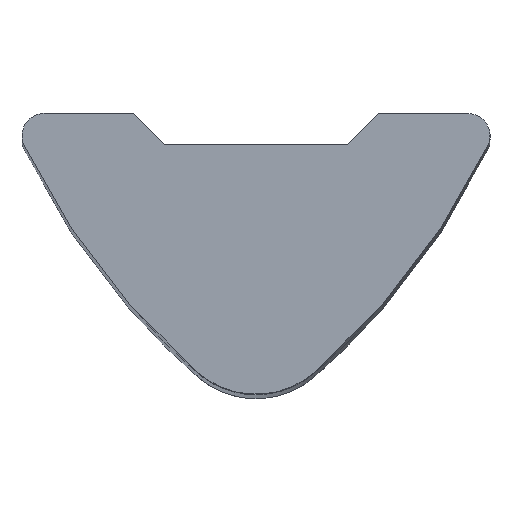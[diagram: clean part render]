
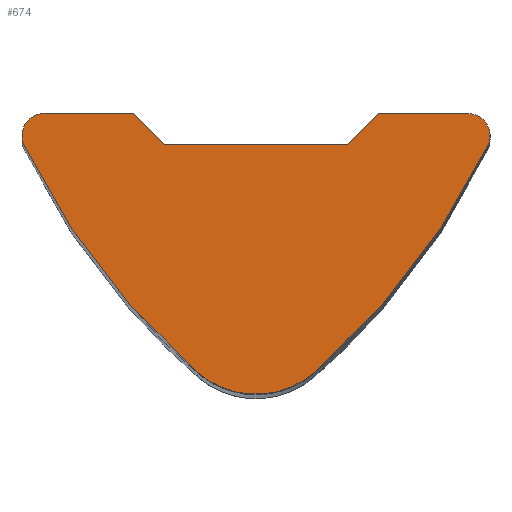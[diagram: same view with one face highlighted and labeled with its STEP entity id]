
A CAD part, top view. The second image highlights one B-rep face of the part: STEP entity #674.
In plain terms, the highlighted planar face has unit normal (0, 0, 1).
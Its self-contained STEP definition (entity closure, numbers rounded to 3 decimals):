
#3 = ORIENTED_EDGE ( 'NONE', *, *, #660, .T. ) ;
#4 = DIRECTION ( 'NONE',  ( -1., 0., 0. ) ) ;
#13 = VERTEX_POINT ( 'NONE', #168 ) ;
#25 = CARTESIAN_POINT ( 'NONE',  ( -2.75, 0., 29. ) ) ;
#27 = AXIS2_PLACEMENT_3D ( 'NONE', #636, #185, #327 ) ;
#47 = DIRECTION ( 'NONE',  ( 0., 0., -1. ) ) ;
#62 = VECTOR ( 'NONE', #275, 1000. ) ;
#64 = AXIS2_PLACEMENT_3D ( 'NONE', #475, #47, #197 ) ;
#78 = CARTESIAN_POINT ( 'NONE',  ( 4.75, -0.5, 29. ) ) ;
#104 = DIRECTION ( 'NONE',  ( -1., 0., 0. ) ) ;
#105 = CARTESIAN_POINT ( 'NONE',  ( -5.2, -0.718, 29. ) ) ;
#111 = EDGE_CURVE ( 'NONE', #13, #296, #634, .T. ) ;
#114 = CARTESIAN_POINT ( 'NONE',  ( -2.05, -0.7, 29. ) ) ;
#122 = CARTESIAN_POINT ( 'NONE',  ( 9.203, 6.25, 29. ) ) ;
#129 = CIRCLE ( 'NONE', #447, 16. ) ;
#137 = CARTESIAN_POINT ( 'NONE',  ( -4.75, 0., 29. ) ) ;
#146 = LINE ( 'NONE', #263, #156 ) ;
#149 = DIRECTION ( 'NONE',  ( 0., 0., 1. ) ) ;
#156 = VECTOR ( 'NONE', #337, 1000. ) ;
#164 = VERTEX_POINT ( 'NONE', #254 ) ;
#168 = CARTESIAN_POINT ( 'NONE',  ( -1.315, -5.807, 29. ) ) ;
#176 = VECTOR ( 'NONE', #786, 1000. ) ;
#182 = EDGE_CURVE ( 'NONE', #164, #296, #129, .T. ) ;
#185 = DIRECTION ( 'NONE',  ( 0., 0., -1. ) ) ;
#197 = DIRECTION ( 'NONE',  ( -1., 0., 0. ) ) ;
#201 = DIRECTION ( 'NONE',  ( -1., 0., 0. ) ) ;
#202 = DIRECTION ( 'NONE',  ( -1., 0., 0. ) ) ;
#204 = CIRCLE ( 'NONE', #848, 16. ) ;
#234 = AXIS2_PLACEMENT_3D ( 'NONE', #625, #622, #545 ) ;
#247 = EDGE_CURVE ( 'NONE', #429, #13, #204, .T. ) ;
#254 = CARTESIAN_POINT ( 'NONE',  ( 5.2, -0.718, 29. ) ) ;
#260 = ORIENTED_EDGE ( 'NONE', *, *, #675, .F. ) ;
#263 = CARTESIAN_POINT ( 'NONE',  ( 2.75, 0., 29. ) ) ;
#267 = EDGE_CURVE ( 'NONE', #416, #939, #452, .T. ) ;
#275 = DIRECTION ( 'NONE',  ( -1., 0., 0. ) ) ;
#283 = VERTEX_POINT ( 'NONE', #490 ) ;
#296 = VERTEX_POINT ( 'NONE', #650 ) ;
#317 = CARTESIAN_POINT ( 'NONE',  ( 2.05, -0.7, 29. ) ) ;
#319 = VECTOR ( 'NONE', #201, 1000. ) ;
#327 = DIRECTION ( 'NONE',  ( -1., 0., 0. ) ) ;
#332 = CIRCLE ( 'NONE', #64, 0.5 ) ;
#337 = DIRECTION ( 'NONE',  ( -0.707, -0.707, 0. ) ) ;
#354 = CARTESIAN_POINT ( 'NONE',  ( -9.203, 6.25, 29. ) ) ;
#358 = CIRCLE ( 'NONE', #27, 0.5 ) ;
#362 = ORIENTED_EDGE ( 'NONE', *, *, #907, .T. ) ;
#365 = AXIS2_PLACEMENT_3D ( 'NONE', #78, #149, #4 ) ;
#374 = CARTESIAN_POINT ( 'NONE',  ( -2.75, 0., 29. ) ) ;
#410 = LINE ( 'NONE', #478, #62 ) ;
#416 = VERTEX_POINT ( 'NONE', #374 ) ;
#429 = VERTEX_POINT ( 'NONE', #105 ) ;
#447 = AXIS2_PLACEMENT_3D ( 'NONE', #354, #791, #202 ) ;
#452 = LINE ( 'NONE', #137, #176 ) ;
#463 = DIRECTION ( 'NONE',  ( 0., 0., 1. ) ) ;
#464 = VERTEX_POINT ( 'NONE', #792 ) ;
#475 = CARTESIAN_POINT ( 'NONE',  ( -4.75, -0.5, 29. ) ) ;
#478 = CARTESIAN_POINT ( 'NONE',  ( -4.75, 0., 29. ) ) ;
#479 = DIRECTION ( 'NONE',  ( 0., 0., 1. ) ) ;
#482 = CIRCLE ( 'NONE', #365, 0.5 ) ;
#490 = CARTESIAN_POINT ( 'NONE',  ( -5.25, -0.5, 29. ) ) ;
#495 = AXIS2_PLACEMENT_3D ( 'NONE', #774, #463, #104 ) ;
#513 = LINE ( 'NONE', #628, #319 ) ;
#533 = DIRECTION ( 'NONE',  ( -0.707, 0.707, 0. ) ) ;
#537 = ORIENTED_EDGE ( 'NONE', *, *, #182, .F. ) ;
#545 = DIRECTION ( 'NONE',  ( 1., 0., 0. ) ) ;
#563 = LINE ( 'NONE', #25, #685 ) ;
#595 = ORIENTED_EDGE ( 'NONE', *, *, #924, .T. ) ;
#622 = DIRECTION ( 'NONE',  ( 0., 0., 1. ) ) ;
#625 = CARTESIAN_POINT ( 'NONE',  ( -4.75, -0.5, 29. ) ) ;
#628 = CARTESIAN_POINT ( 'NONE',  ( -4.75, -0.7, 29. ) ) ;
#634 = CIRCLE ( 'NONE', #495, 2. ) ;
#636 = CARTESIAN_POINT ( 'NONE',  ( -4.75, -0.5, 29. ) ) ;
#650 = CARTESIAN_POINT ( 'NONE',  ( 1.315, -5.807, 29. ) ) ;
#655 = ORIENTED_EDGE ( 'NONE', *, *, #111, .T. ) ;
#660 = EDGE_CURVE ( 'NONE', #775, #416, #563, .T. ) ;
#661 = EDGE_LOOP ( 'NONE', ( #895, #3, #752, #260, #750, #920, #655, #537, #595, #362, #670 ) ) ;
#669 = VERTEX_POINT ( 'NONE', #317 ) ;
#670 = ORIENTED_EDGE ( 'NONE', *, *, #706, .T. ) ;
#672 = EDGE_CURVE ( 'NONE', #429, #283, #332, .T. ) ;
#674 = ADVANCED_FACE ( 'NONE', ( #737 ), #854, .T. ) ;
#675 = EDGE_CURVE ( 'NONE', #283, #939, #358, .T. ) ;
#685 = VECTOR ( 'NONE', #533, 1000. ) ;
#702 = VERTEX_POINT ( 'NONE', #845 ) ;
#706 = EDGE_CURVE ( 'NONE', #702, #669, #146, .T. ) ;
#709 = DIRECTION ( 'NONE',  ( -1., 0., 0. ) ) ;
#713 = EDGE_CURVE ( 'NONE', #669, #775, #513, .T. ) ;
#737 = FACE_OUTER_BOUND ( 'NONE', #661, .T. ) ;
#750 = ORIENTED_EDGE ( 'NONE', *, *, #672, .F. ) ;
#752 = ORIENTED_EDGE ( 'NONE', *, *, #267, .T. ) ;
#774 = CARTESIAN_POINT ( 'NONE',  ( 0., -4.3, 29. ) ) ;
#775 = VERTEX_POINT ( 'NONE', #114 ) ;
#786 = DIRECTION ( 'NONE',  ( -1., 0., 0. ) ) ;
#791 = DIRECTION ( 'NONE',  ( 0., 0., -1. ) ) ;
#792 = CARTESIAN_POINT ( 'NONE',  ( 4.75, 0., 29. ) ) ;
#804 = CARTESIAN_POINT ( 'NONE',  ( -4.75, 0., 29. ) ) ;
#845 = CARTESIAN_POINT ( 'NONE',  ( 2.75, 0., 29. ) ) ;
#848 = AXIS2_PLACEMENT_3D ( 'NONE', #122, #479, #709 ) ;
#854 = PLANE ( 'NONE',  #234 ) ;
#895 = ORIENTED_EDGE ( 'NONE', *, *, #713, .T. ) ;
#907 = EDGE_CURVE ( 'NONE', #464, #702, #410, .T. ) ;
#920 = ORIENTED_EDGE ( 'NONE', *, *, #247, .T. ) ;
#924 = EDGE_CURVE ( 'NONE', #164, #464, #482, .T. ) ;
#939 = VERTEX_POINT ( 'NONE', #804 ) ;
